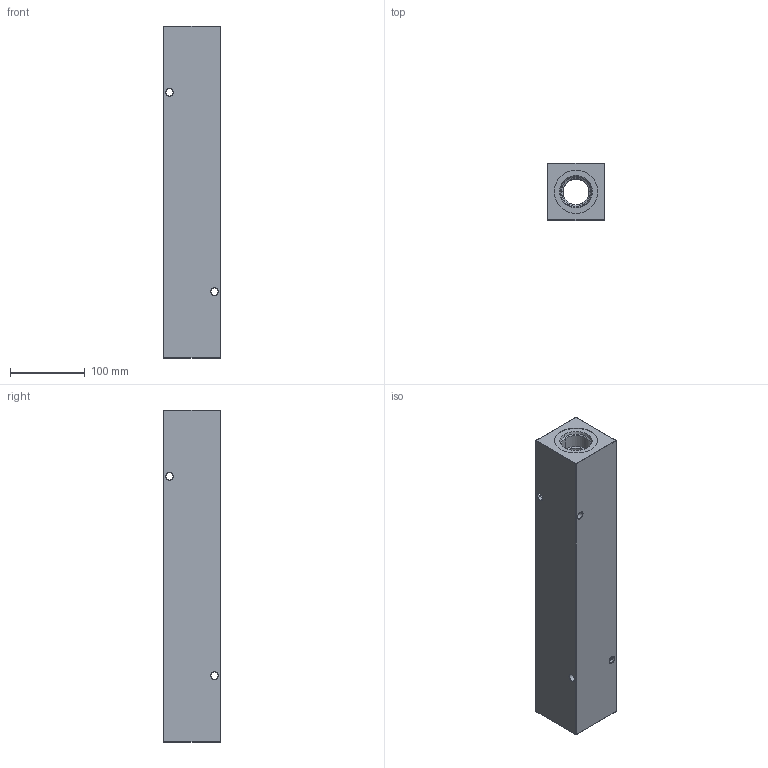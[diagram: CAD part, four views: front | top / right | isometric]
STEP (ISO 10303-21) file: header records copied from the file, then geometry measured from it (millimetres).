
FILE_DESCRIPTION (( 'STEP AP203' ), '1' );
FILE_NAME ('HM-5-90-S-20-16.STEP', '2020-11-09T23:39:40', ( '' ), ( '' ), 'SwSTEP 2.0', 'SolidWorks 2019', '' );
FILE_SCHEMA (( 'CONFIG_CONTROL_DESIGN' ));
Length unit declared in the file: inch
Products named in the file (1): HM-5-90-S-20-16
Bounding box: 76.2 x 76.2 x 444.5 mm (x, y, z)
Volume: 1931574.8 mm3; surface area: 208981.9 mm2
Topology: 1 solids, 1 shells, 653 faces, 1686 edges, 1080 vertices
Faces by surface type: plane 250, bspline 209, cone 98, cylinder 96
Entity records: 30919 total; most frequent: CARTESIAN_POINT 16478, ORIENTED_EDGE 3372, DIRECTION 2233, EDGE_CURVE 1686, VERTEX_POINT 1080, LINE 891, VECTOR 891, EDGE_LOOP 732
